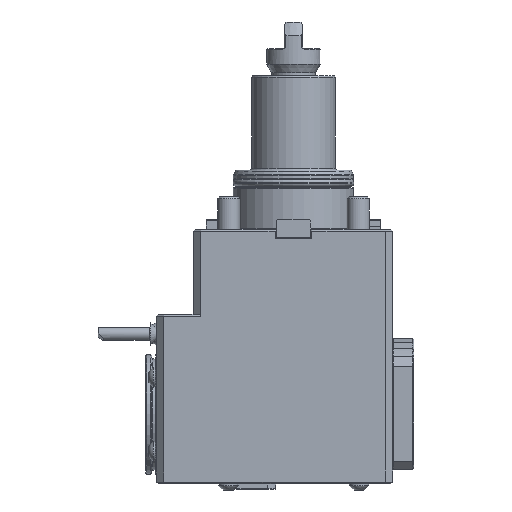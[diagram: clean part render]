
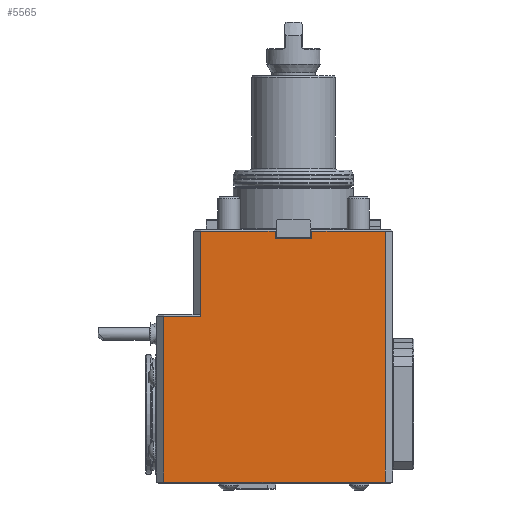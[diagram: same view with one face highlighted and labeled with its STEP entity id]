
A CAD part, front view. The second image highlights one B-rep face of the part: STEP entity #5565.
In plain terms, the highlighted planar face has unit normal (0, -1, 0).
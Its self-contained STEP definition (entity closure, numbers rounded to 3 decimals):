
#296=LINE('',#9138,#803);
#297=LINE('',#9140,#804);
#299=LINE('',#9144,#806);
#306=LINE('',#9164,#813);
#309=LINE('',#9173,#816);
#327=LINE('',#9212,#834);
#328=LINE('',#9215,#835);
#329=LINE('',#9217,#836);
#330=LINE('',#9218,#837);
#331=LINE('',#9220,#838);
#803=VECTOR('',#7164,1000.);
#804=VECTOR('',#7167,1000.);
#806=VECTOR('',#7171,1000.);
#813=VECTOR('',#7192,1000.);
#816=VECTOR('',#7201,1000.);
#834=VECTOR('',#7231,1000.);
#835=VECTOR('',#7232,1000.);
#836=VECTOR('',#7233,1000.);
#837=VECTOR('',#7234,1000.);
#838=VECTOR('',#7235,1000.);
#2097=ORIENTED_EDGE('',*,*,#3269,.T.);
#2098=ORIENTED_EDGE('',*,*,#3270,.T.);
#2099=ORIENTED_EDGE('',*,*,#3271,.T.);
#2100=ORIENTED_EDGE('',*,*,#3250,.T.);
#2101=ORIENTED_EDGE('',*,*,#3237,.T.);
#2102=ORIENTED_EDGE('',*,*,#3235,.T.);
#2103=ORIENTED_EDGE('',*,*,#3234,.T.);
#2104=ORIENTED_EDGE('',*,*,#3246,.T.);
#2105=ORIENTED_EDGE('',*,*,#3272,.T.);
#2106=ORIENTED_EDGE('',*,*,#3273,.F.);
#3234=EDGE_CURVE('',#3872,#3880,#296,.T.);
#3235=EDGE_CURVE('',#3873,#3872,#297,.T.);
#3237=EDGE_CURVE('',#3898,#3873,#299,.T.);
#3246=EDGE_CURVE('',#3880,#3905,#306,.T.);
#3250=EDGE_CURVE('',#3908,#3898,#309,.T.);
#3269=EDGE_CURVE('',#3923,#3924,#327,.T.);
#3270=EDGE_CURVE('',#3924,#3925,#328,.T.);
#3271=EDGE_CURVE('',#3925,#3908,#329,.T.);
#3272=EDGE_CURVE('',#3905,#3926,#330,.T.);
#3273=EDGE_CURVE('',#3923,#3926,#331,.T.);
#3872=VERTEX_POINT('',#9030);
#3873=VERTEX_POINT('',#9037);
#3880=VERTEX_POINT('',#9057);
#3898=VERTEX_POINT('',#9143);
#3905=VERTEX_POINT('',#9165);
#3908=VERTEX_POINT('',#9174);
#3923=VERTEX_POINT('',#9213);
#3924=VERTEX_POINT('',#9214);
#3925=VERTEX_POINT('',#9216);
#3926=VERTEX_POINT('',#9219);
#4572=EDGE_LOOP('',(#2097,#2098,#2099,#2100,#2101,#2102,#2103,#2104,#2105,
#2106));
#5002=FACE_BOUND('',#4572,.T.);
#5246=PLANE('',#6087);
#5565=ADVANCED_FACE('',(#5002),#5246,.F.);
#6087=AXIS2_PLACEMENT_3D('',#9211,#7229,#7230);
#7164=DIRECTION('',(1.,0.,0.));
#7167=DIRECTION('',(0.,0.,-1.));
#7171=DIRECTION('',(-1.,0.,0.));
#7192=DIRECTION('',(0.,0.,1.));
#7201=DIRECTION('',(0.,0.,-1.));
#7229=DIRECTION('',(0.,1.,0.));
#7230=DIRECTION('',(-1.,0.,0.));
#7231=DIRECTION('',(-1.,0.,0.));
#7232=DIRECTION('',(0.,0.,1.));
#7233=DIRECTION('',(-1.,0.,0.));
#7234=DIRECTION('',(-1.,0.,0.));
#7235=DIRECTION('',(0.,0.,1.));
#9030=CARTESIAN_POINT('',(-70.,-48.5,-136.5));
#9037=CARTESIAN_POINT('',(-70.,-48.5,-47.));
#9057=CARTESIAN_POINT('',(49.5,-48.5,-136.5));
#9138=CARTESIAN_POINT('',(0.,-48.5,-136.5));
#9140=CARTESIAN_POINT('',(-70.,-48.5,-28.));
#9143=CARTESIAN_POINT('',(-50.,-48.5,-47.));
#9144=CARTESIAN_POINT('',(0.,-48.5,-47.));
#9164=CARTESIAN_POINT('',(49.5,-48.5,0.));
#9165=CARTESIAN_POINT('',(49.5,-48.5,-1.));
#9173=CARTESIAN_POINT('',(-50.,-48.5,0.));
#9174=CARTESIAN_POINT('',(-50.,-48.5,-1.));
#9211=CARTESIAN_POINT('',(0.,-48.5,0.));
#9212=CARTESIAN_POINT('',(-9.983,-48.5,-5.));
#9213=CARTESIAN_POINT('',(9.983,-48.5,-5.));
#9214=CARTESIAN_POINT('',(-9.983,-48.5,-5.));
#9215=CARTESIAN_POINT('',(-9.983,-48.5,-4.5));
#9216=CARTESIAN_POINT('',(-9.983,-48.5,-1.));
#9217=CARTESIAN_POINT('',(0.,-48.5,-1.));
#9218=CARTESIAN_POINT('',(0.,-48.5,-1.));
#9219=CARTESIAN_POINT('',(9.983,-48.5,-1.));
#9220=CARTESIAN_POINT('',(9.983,-48.5,-4.5));
